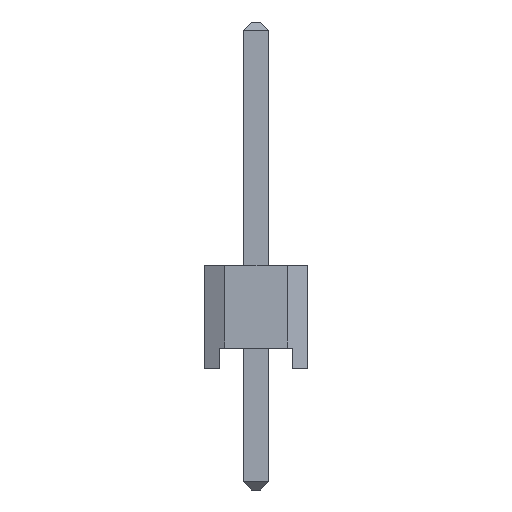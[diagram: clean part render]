
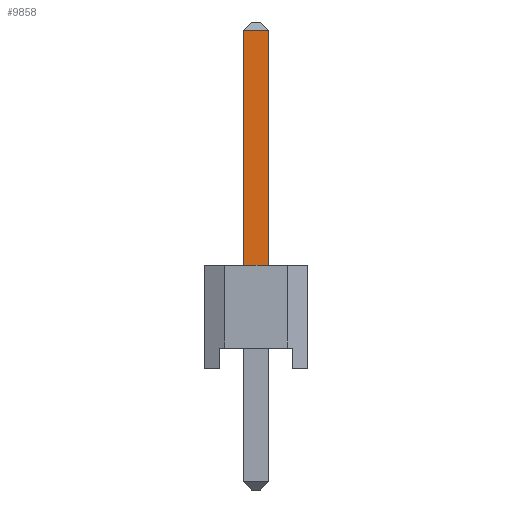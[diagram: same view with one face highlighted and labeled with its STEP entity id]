
A CAD part, left-side view. The second image highlights one B-rep face of the part: STEP entity #9858.
In plain terms, the highlighted planar face has unit normal (-1, 0, 0).
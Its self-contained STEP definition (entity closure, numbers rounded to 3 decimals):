
#1476=ORIENTED_EDGE('',*,*,#2509,.F.);
#1477=ORIENTED_EDGE('',*,*,#2754,.T.);
#1478=ORIENTED_EDGE('',*,*,#2753,.T.);
#1479=ORIENTED_EDGE('',*,*,#2755,.F.);
#2509=EDGE_CURVE('',#3353,#3350,#4115,.T.);
#2753=EDGE_CURVE('',#3487,#3488,#4359,.T.);
#2754=EDGE_CURVE('',#3353,#3487,#4360,.T.);
#2755=EDGE_CURVE('',#3350,#3488,#4361,.T.);
#3350=VERTEX_POINT('',#13198);
#3353=VERTEX_POINT('',#13203);
#3487=VERTEX_POINT('',#13695);
#3488=VERTEX_POINT('',#13699);
#4115=LINE('',#13204,#5101);
#4359=LINE('',#13706,#5345);
#4360=LINE('',#13708,#5346);
#4361=LINE('',#13709,#5347);
#5101=VECTOR('',#11195,1000.);
#5345=VECTOR('',#11683,1000.);
#5346=VECTOR('',#11686,1000.);
#5347=VECTOR('',#11687,1000.);
#5868=EDGE_LOOP('',(#1476,#1477,#1478,#1479));
#6292=FACE_BOUND('',#5868,.T.);
#6688=PLANE('',#10261);
#9858=ADVANCED_FACE('',(#6292),#6688,.F.);
#10261=AXIS2_PLACEMENT_3D('',#13707,#11684,#11685);
#11195=DIRECTION('',(0.,0.,-1.));
#11683=DIRECTION('',(0.,0.,-1.));
#11684=DIRECTION('',(1.,0.,0.));
#11685=DIRECTION('',(0.,1.,0.));
#11686=DIRECTION('',(0.,1.,0.));
#11687=DIRECTION('',(0.,1.,0.));
#13198=CARTESIAN_POINT('',(-16.83,1.27,-0.32));
#13203=CARTESIAN_POINT('',(-16.83,1.27,0.32));
#13204=CARTESIAN_POINT('',(-16.83,1.27,0.32));
#13695=CARTESIAN_POINT('',(-16.83,7.07,0.32));
#13699=CARTESIAN_POINT('',(-16.83,7.07,-0.32));
#13706=CARTESIAN_POINT('',(-16.83,7.07,-0.32));
#13707=CARTESIAN_POINT('',(-16.83,-4.27,-0.32));
#13708=CARTESIAN_POINT('',(-16.83,-4.27,0.32));
#13709=CARTESIAN_POINT('',(-16.83,-4.27,-0.32));
